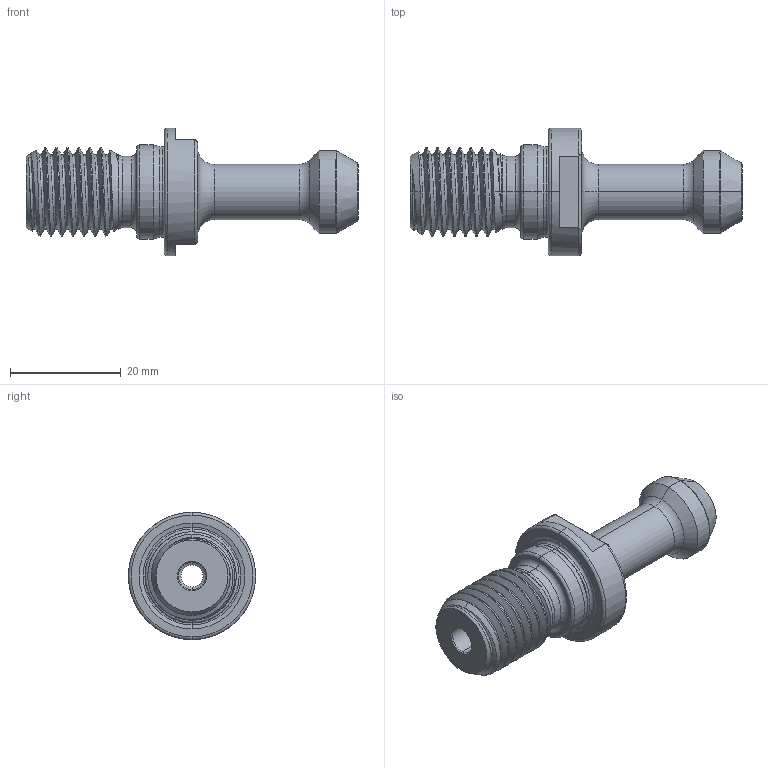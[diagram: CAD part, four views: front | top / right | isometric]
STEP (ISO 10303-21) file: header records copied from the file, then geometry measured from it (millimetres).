
FILE_DESCRIPTION (( 'STEP AP214' ), '1' );
FILE_NAME ('4003TRKC-MF.STEP', '2022-03-17T02:13:49', ( '' ), ( '' ), 'SwSTEP 2.0', 'SolidWorks 2021', '' );
FILE_SCHEMA (( 'AUTOMOTIVE_DESIGN' ));
Length unit declared in the file: millimetre
Products named in the file (1): 4003TRKC-MF
Bounding box: 60 x 23 x 23 mm (x, y, z)
Volume: 8647 mm3; surface area: 4695.7 mm2
Topology: 1 solids, 1 shells, 90 faces, 205 edges, 120 vertices
Faces by surface type: cylinder 30, cone 24, torus 22, plane 11, bspline 3
Entity records: 5861 total; most frequent: CARTESIAN_POINT 2946, DIRECTION 417, ORIENTED_EDGE 402, EDGE_CURVE 201, AXIS2_PLACEMENT_3D 178, VERTEX_POINT 118, EDGE_LOOP 93, CIRCLE 92
